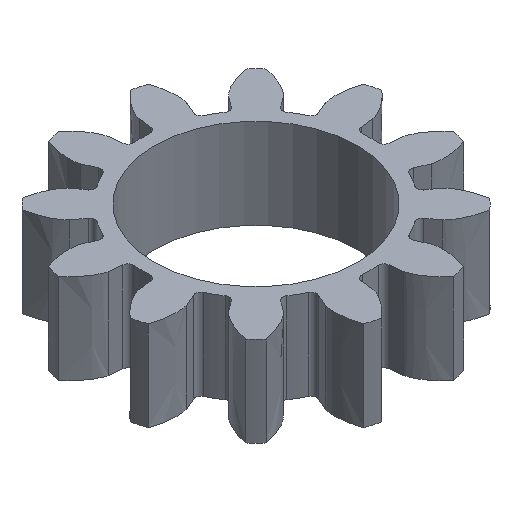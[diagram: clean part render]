
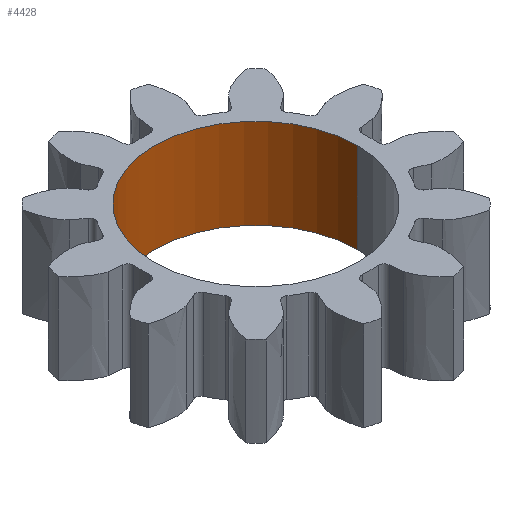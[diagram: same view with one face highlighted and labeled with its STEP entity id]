
A CAD part, isometric view. The second image highlights one B-rep face of the part: STEP entity #4428.
In plain terms, the highlighted cylindrical face has radius 45 mm (diameter 90 mm), a partial arc.
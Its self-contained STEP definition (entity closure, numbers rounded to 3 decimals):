
#1=CARTESIAN_POINT('POINT1',(45.,0.,-20.));
#2=VERTEX_POINT('VERTEX1',#1);
#3=CARTESIAN_POINT('POINT2',(-45.,0.,-20.));
#4=VERTEX_POINT('VERTEX2',#3);
#12=CARTESIAN_POINT('POS2',(0.,0.,-20.));
#13=DIRECTION('DIR3',(0.,0.,1.));
#14=DIRECTION('DIR4',(-1.,0.,0.));
#15=AXIS2_PLACEMENT_3D('AXIS2',#12,#13,#14);
#16=CIRCLE('ELLIPSE2',#15,45.);
#17=EDGE_CURVE('EDGE2',#4,#2,#16,.F.);
#4397=CARTESIAN_POINT('POINT195',(-45.,0.,20.));
#4398=VERTEX_POINT('VERTEX195',#4397);
#4399=CARTESIAN_POINT('POS316',(-45.,0.,20.));
#4400=DIRECTION('DIR487',(0.,0.,-1.));
#4401=VECTOR('VEC145',#4400,10.);
#4402=LINE('STRAIGHT145',#4399,#4401);
#4403=EDGE_CURVE('EDGE291',#4398,#4,#4402,.T.);
#4404=ORIENTED_EDGE('COEDGE483',*,*,#4403,.T.);
#4405=ORIENTED_EDGE('COEDGE484',*,*,#17,.T.);
#4406=CARTESIAN_POINT('POINT196',(45.,0.,20.));
#4407=VERTEX_POINT('VERTEX196',#4406);
#4408=CARTESIAN_POINT('POS317',(45.,0.,20.))
   ;
#4409=DIRECTION('DIR488',(0.,0.,-1.));
#4410=VECTOR('VEC146',#4409,10.);
#4411=LINE('STRAIGHT146',#4408,#4410);
#4412=EDGE_CURVE('EDGE292',#4407,#2,#4411,.T.);
#4413=ORIENTED_EDGE('COEDGE485',*,*,#4412,.F.);
#4414=CARTESIAN_POINT('POS318',(0.,0.,20.));
#4415=DIRECTION('DIR489',(0.,0.,1.));
#4416=DIRECTION('DIR490',(-1.,0.,0.));
#4417=AXIS2_PLACEMENT_3D('AXIS172',#4414,#4415,#4416);
#4418=CIRCLE('ELLIPSE99',#4417,45.);
#4419=EDGE_CURVE('EDGE293',#4398,#4407,#4418,.F.);
#4420=ORIENTED_EDGE('COEDGE486',*,*,#4419,.F.);
#4421=EDGE_LOOP('NONE',(#4404,#4405,#4413,#4420));
#4422=FACE_BOUND('LOOP1',#4421,.T.);
#4423=CARTESIAN_POINT('POS319',(0.,0.,20.));
#4424=DIRECTION('DIR491',(0.,0.,-1.));
#4425=DIRECTION('DIR492',(-1.,0.,0.));
#4426=AXIS2_PLACEMENT_3D('AXIS173',#4423,#4424,#4425);
#4427=CYLINDRICAL_SURFACE('CONE_SURF49',#4426,45.);
#4428=ADVANCED_FACE('FACE98',(#4422),#4427,.F.);
